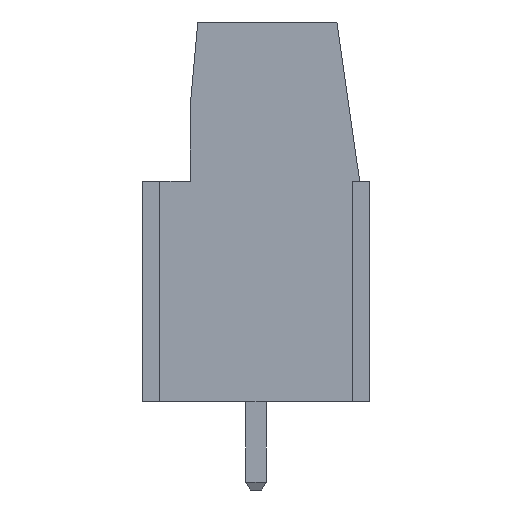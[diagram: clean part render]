
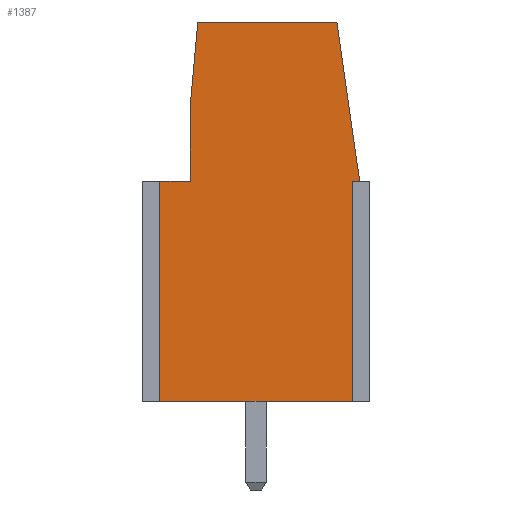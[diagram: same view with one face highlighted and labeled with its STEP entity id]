
A CAD part, left-side view. The second image highlights one B-rep face of the part: STEP entity #1387.
In plain terms, the highlighted planar face has unit normal (-1, 0, 0).
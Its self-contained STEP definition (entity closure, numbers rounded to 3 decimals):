
#72=DIRECTION('',(0.,1.,0.));
#73=VECTOR('',#72,0.3);
#74=CARTESIAN_POINT('',(-11.25,-4.1,-6.3));
#75=LINE('',#74,#73);
#76=DIRECTION('',(0.,0.,1.));
#77=VECTOR('',#76,8.7);
#78=CARTESIAN_POINT('',(-11.25,-3.8,-15.));
#79=LINE('',#78,#77);
#80=DIRECTION('',(0.,1.,0.));
#81=VECTOR('',#80,7.6);
#82=CARTESIAN_POINT('',(-11.25,-3.8,-15.));
#83=LINE('',#82,#81);
#84=DIRECTION('',(0.,0.,1.));
#85=VECTOR('',#84,8.7);
#86=CARTESIAN_POINT('',(-11.25,3.8,-15.));
#87=LINE('',#86,#85);
#88=DIRECTION('',(0.,-1.,0.));
#89=VECTOR('',#88,1.2);
#90=CARTESIAN_POINT('',(-11.25,3.8,-6.3));
#91=LINE('',#90,#89);
#92=DIRECTION('',(0.,0.,1.));
#93=VECTOR('',#92,3.);
#94=CARTESIAN_POINT('',(-11.25,2.6,-6.3));
#95=LINE('',#94,#93);
#96=DIRECTION('',(0.,-0.091,0.996));
#97=VECTOR('',#96,3.314);
#98=CARTESIAN_POINT('',(-11.25,2.6,-3.3));
#99=LINE('',#98,#97);
#100=DIRECTION('',(0.,-1.,0.));
#101=VECTOR('',#100,5.5);
#102=CARTESIAN_POINT('',(-11.25,2.3,0.));
#103=LINE('',#102,#101);
#104=DIRECTION('',(0.,-0.141,-0.99));
#105=VECTOR('',#104,6.364);
#106=CARTESIAN_POINT('',(-11.25,-3.2,0.));
#107=LINE('',#106,#105);
#1052=CARTESIAN_POINT('',(-11.25,2.6,-6.3));
#1053=CARTESIAN_POINT('',(-11.25,2.6,-3.3));
#1054=VERTEX_POINT('',#1052);
#1055=VERTEX_POINT('',#1053);
#1056=CARTESIAN_POINT('',(-11.25,2.3,0.));
#1057=VERTEX_POINT('',#1056);
#1058=CARTESIAN_POINT('',(-11.25,-3.2,0.));
#1059=VERTEX_POINT('',#1058);
#1222=CARTESIAN_POINT('',(-11.25,-4.1,-6.3));
#1223=CARTESIAN_POINT('',(-11.25,-3.8,-6.3));
#1224=VERTEX_POINT('',#1222);
#1225=VERTEX_POINT('',#1223);
#1228=CARTESIAN_POINT('',(-11.25,3.8,-6.3));
#1229=VERTEX_POINT('',#1228);
#1230=CARTESIAN_POINT('',(-11.25,-3.8,-15.));
#1231=CARTESIAN_POINT('',(-11.25,3.8,-15.));
#1232=VERTEX_POINT('',#1230);
#1233=VERTEX_POINT('',#1231);
#1362=CARTESIAN_POINT('',(-11.25,0.,0.));
#1363=DIRECTION('',(1.,0.,0.));
#1364=DIRECTION('',(0.,0.,-1.));
#1365=AXIS2_PLACEMENT_3D('',#1362,#1363,#1364);
#1366=PLANE('',#1365);
#1368=ORIENTED_EDGE('',*,*,#1367,.T.);
#1370=ORIENTED_EDGE('',*,*,#1369,.F.);
#1372=ORIENTED_EDGE('',*,*,#1371,.T.);
#1374=ORIENTED_EDGE('',*,*,#1373,.T.);
#1376=ORIENTED_EDGE('',*,*,#1375,.T.);
#1378=ORIENTED_EDGE('',*,*,#1377,.T.);
#1380=ORIENTED_EDGE('',*,*,#1379,.T.);
#1382=ORIENTED_EDGE('',*,*,#1381,.T.);
#1384=ORIENTED_EDGE('',*,*,#1383,.T.);
#1385=EDGE_LOOP('',(#1368,#1370,#1372,#1374,#1376,#1378,#1380,#1382,#1384));
#1386=FACE_OUTER_BOUND('',#1385,.F.);
#1387=ADVANCED_FACE('',(#1386),#1366,.F.);
#1367=EDGE_CURVE('',#1224,#1225,#75,.T.);
#1369=EDGE_CURVE('',#1232,#1225,#79,.T.);
#1371=EDGE_CURVE('',#1232,#1233,#83,.T.);
#1373=EDGE_CURVE('',#1233,#1229,#87,.T.);
#1375=EDGE_CURVE('',#1229,#1054,#91,.T.);
#1377=EDGE_CURVE('',#1054,#1055,#95,.T.);
#1379=EDGE_CURVE('',#1055,#1057,#99,.T.);
#1381=EDGE_CURVE('',#1057,#1059,#103,.T.);
#1383=EDGE_CURVE('',#1059,#1224,#107,.T.);
